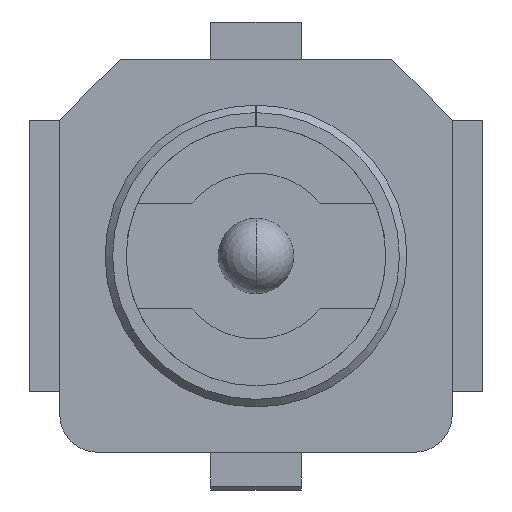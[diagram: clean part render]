
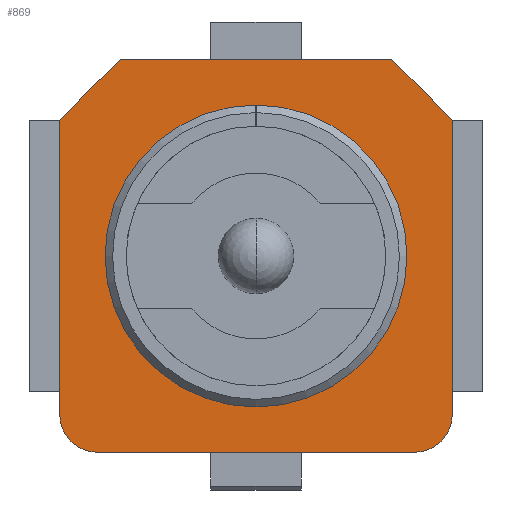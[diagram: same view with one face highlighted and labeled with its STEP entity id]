
A CAD part, left-side view. The second image highlights one B-rep face of the part: STEP entity #869.
In plain terms, the highlighted planar face has unit normal (-1, 0, 0).
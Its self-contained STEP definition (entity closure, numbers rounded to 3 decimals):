
#9=DIRECTION('',(0.,0.,1.));
#10=VECTOR('',#9,0.14);
#11=CARTESIAN_POINT('',(0.9,-0.005,0.86));
#12=LINE('',#11,#10);
#13=DIRECTION('',(0.,-1.,0.));
#14=VECTOR('',#13,1.8);
#15=CARTESIAN_POINT('',(0.9,0.9,1.3));
#16=LINE('',#15,#14);
#17=DIRECTION('',(0.,0.707,0.707));
#18=VECTOR('',#17,0.566);
#19=CARTESIAN_POINT('',(0.9,-1.3,0.9));
#20=LINE('',#19,#18);
#21=DIRECTION('',(0.,0.,-1.));
#22=VECTOR('',#21,1.95);
#23=CARTESIAN_POINT('',(0.9,-1.3,0.9));
#24=LINE('',#23,#22);
#25=CARTESIAN_POINT('',(0.9,-1.05,-1.05));
#26=DIRECTION('',(-1.,0.,0.));
#27=DIRECTION('',(0.,0.,-1.));
#28=AXIS2_PLACEMENT_3D('',#25,#26,#27);
#30=DIRECTION('',(0.,1.,0.));
#31=VECTOR('',#30,2.1);
#32=CARTESIAN_POINT('',(0.9,-1.05,-1.3));
#33=LINE('',#32,#31);
#34=CARTESIAN_POINT('',(0.9,1.05,-1.05));
#35=DIRECTION('',(-1.,0.,0.));
#36=DIRECTION('',(0.,1.,0.));
#37=AXIS2_PLACEMENT_3D('',#34,#35,#36);
#39=DIRECTION('',(0.,0.,1.));
#40=VECTOR('',#39,1.95);
#41=CARTESIAN_POINT('',(0.9,1.3,-1.05));
#42=LINE('',#41,#40);
#43=DIRECTION('',(0.,0.707,-0.707));
#44=VECTOR('',#43,0.566);
#45=CARTESIAN_POINT('',(0.9,0.9,1.3));
#46=LINE('',#45,#44);
#47=CARTESIAN_POINT('',(0.9,0.,0.));
#48=DIRECTION('',(-1.,0.,0.));
#49=DIRECTION('',(0.,-0.006,1.));
#50=AXIS2_PLACEMENT_3D('',#47,#48,#49);
#509=DIRECTION('',(0.,0.,-1.));
#510=VECTOR('',#509,0.14);
#511=CARTESIAN_POINT('',(0.9,0.005,1.));
#512=LINE('',#511,#510);
#601=CARTESIAN_POINT('',(0.9,0.,0.));
#602=DIRECTION('',(1.,0.,0.));
#603=DIRECTION('',(0.,-0.005,1.));
#604=AXIS2_PLACEMENT_3D('',#601,#602,#603);
#670=CARTESIAN_POINT('',(0.9,-1.05,-1.3));
#671=CARTESIAN_POINT('',(0.9,-1.3,-1.05));
#672=VERTEX_POINT('',#670);
#673=VERTEX_POINT('',#671);
#678=CARTESIAN_POINT('',(0.9,1.3,-1.05));
#679=CARTESIAN_POINT('',(0.9,1.05,-1.3));
#680=VERTEX_POINT('',#678);
#681=VERTEX_POINT('',#679);
#686=CARTESIAN_POINT('',(0.9,0.9,1.3));
#687=CARTESIAN_POINT('',(0.9,-0.9,1.3));
#688=VERTEX_POINT('',#686);
#689=VERTEX_POINT('',#687);
#690=CARTESIAN_POINT('',(0.9,-1.3,0.9));
#691=VERTEX_POINT('',#690);
#692=CARTESIAN_POINT('',(0.9,1.3,0.9));
#693=VERTEX_POINT('',#692);
#706=CARTESIAN_POINT('',(0.9,-0.005,1.));
#707=CARTESIAN_POINT('',(0.9,0.005,1.));
#708=VERTEX_POINT('',#706);
#709=VERTEX_POINT('',#707);
#731=CARTESIAN_POINT('',(0.9,-0.005,0.86));
#733=VERTEX_POINT('',#731);
#735=CARTESIAN_POINT('',(0.9,0.005,0.86));
#737=VERTEX_POINT('',#735);
#837=CARTESIAN_POINT('',(0.9,0.,0.));
#838=DIRECTION('',(1.,0.,0.));
#839=DIRECTION('',(0.,-1.,0.));
#840=AXIS2_PLACEMENT_3D('',#837,#838,#839);
#841=PLANE('',#840);
#843=ORIENTED_EDGE('',*,*,#842,.T.);
#845=ORIENTED_EDGE('',*,*,#844,.F.);
#847=ORIENTED_EDGE('',*,*,#846,.T.);
#849=ORIENTED_EDGE('',*,*,#848,.F.);
#851=ORIENTED_EDGE('',*,*,#850,.T.);
#853=ORIENTED_EDGE('',*,*,#852,.F.);
#855=ORIENTED_EDGE('',*,*,#854,.T.);
#857=ORIENTED_EDGE('',*,*,#856,.F.);
#858=EDGE_LOOP('',(#843,#845,#847,#849,#851,#853,#855,#857));
#859=FACE_OUTER_BOUND('',#858,.F.);
#861=ORIENTED_EDGE('',*,*,#860,.T.);
#863=ORIENTED_EDGE('',*,*,#862,.F.);
#865=ORIENTED_EDGE('',*,*,#864,.F.);
#866=ORIENTED_EDGE('',*,*,#817,.F.);
#867=EDGE_LOOP('',(#861,#863,#865,#866));
#868=FACE_BOUND('',#867,.F.);
#869=ADVANCED_FACE('',(#859,#868),#841,.F.);
#29=CIRCLE('',#28,0.25);
#38=CIRCLE('',#37,0.25);
#51=CIRCLE('',#50,0.86);
#605=CIRCLE('',#604,1.);
#817=EDGE_CURVE('',#733,#708,#12,.T.);
#842=EDGE_CURVE('',#688,#689,#16,.T.);
#844=EDGE_CURVE('',#691,#689,#20,.T.);
#846=EDGE_CURVE('',#691,#673,#24,.T.);
#848=EDGE_CURVE('',#672,#673,#29,.T.);
#850=EDGE_CURVE('',#672,#681,#33,.T.);
#852=EDGE_CURVE('',#680,#681,#38,.T.);
#854=EDGE_CURVE('',#680,#693,#42,.T.);
#856=EDGE_CURVE('',#688,#693,#46,.T.);
#860=EDGE_CURVE('',#733,#737,#51,.T.);
#862=EDGE_CURVE('',#709,#737,#512,.T.);
#864=EDGE_CURVE('',#708,#709,#605,.T.);
